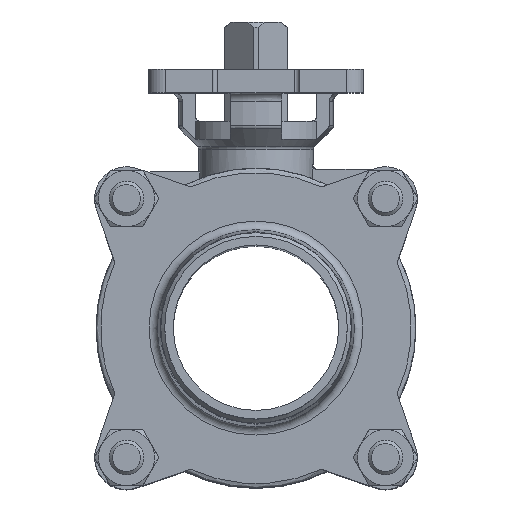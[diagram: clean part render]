
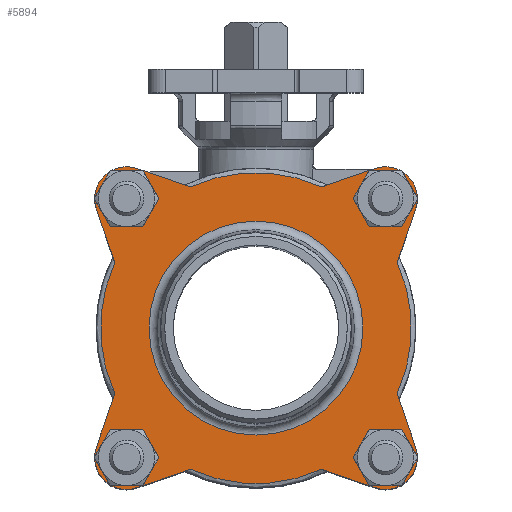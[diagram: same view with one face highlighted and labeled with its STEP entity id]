
A CAD part, top view. The second image highlights one B-rep face of the part: STEP entity #5894.
In plain terms, the highlighted planar face has unit normal (0, 0, 1).
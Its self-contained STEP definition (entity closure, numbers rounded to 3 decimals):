
#138=LINE('',#10083,#410);
#139=LINE('',#10087,#411);
#140=LINE('',#10088,#412);
#141=LINE('',#10092,#413);
#142=LINE('',#10093,#414);
#143=LINE('',#10097,#415);
#144=LINE('',#10098,#416);
#145=LINE('',#10102,#417);
#410=VECTOR('',#7613,1000.);
#411=VECTOR('',#7616,1000.);
#412=VECTOR('',#7617,1000.);
#413=VECTOR('',#7620,1000.);
#414=VECTOR('',#7621,1000.);
#415=VECTOR('',#7624,1000.);
#416=VECTOR('',#7625,1000.);
#417=VECTOR('',#7628,1000.);
#575=PLANE('',#6473);
#921=CIRCLE('',#6334,36.1);
#924=CIRCLE('',#6338,36.1);
#926=CIRCLE('',#6341,36.1);
#1014=CIRCLE('',#6474,6.);
#1015=CIRCLE('',#6475,6.);
#1016=CIRCLE('',#6476,6.);
#1017=CIRCLE('',#6477,6.);
#1018=CIRCLE('',#6478,36.1);
#1019=CIRCLE('',#6479,7.4);
#1020=CIRCLE('',#6480,7.4);
#1021=CIRCLE('',#6481,7.4);
#1022=CIRCLE('',#6482,7.4);
#1023=CIRCLE('',#6483,24.831);
#1696=ORIENTED_EDGE('',*,*,#3397,.F.);
#1697=ORIENTED_EDGE('',*,*,#3398,.F.);
#1698=ORIENTED_EDGE('',*,*,#3399,.F.);
#1699=ORIENTED_EDGE('',*,*,#3400,.F.);
#1700=ORIENTED_EDGE('',*,*,#3401,.F.);
#1701=ORIENTED_EDGE('',*,*,#3402,.T.);
#1702=ORIENTED_EDGE('',*,*,#3403,.T.);
#1703=ORIENTED_EDGE('',*,*,#3404,.T.);
#1704=ORIENTED_EDGE('',*,*,#3162,.F.);
#1705=ORIENTED_EDGE('',*,*,#3405,.T.);
#1706=ORIENTED_EDGE('',*,*,#3406,.T.);
#1707=ORIENTED_EDGE('',*,*,#3407,.T.);
#1708=ORIENTED_EDGE('',*,*,#3168,.F.);
#1709=ORIENTED_EDGE('',*,*,#3408,.T.);
#1710=ORIENTED_EDGE('',*,*,#3409,.T.);
#1711=ORIENTED_EDGE('',*,*,#3410,.T.);
#1712=ORIENTED_EDGE('',*,*,#3172,.F.);
#1713=ORIENTED_EDGE('',*,*,#3411,.T.);
#1714=ORIENTED_EDGE('',*,*,#3412,.T.);
#1715=ORIENTED_EDGE('',*,*,#3413,.T.);
#1716=ORIENTED_EDGE('',*,*,#3414,.T.);
#3162=EDGE_CURVE('',#3999,#4001,#921,.T.);
#3168=EDGE_CURVE('',#4006,#4004,#924,.T.);
#3172=EDGE_CURVE('',#4010,#4008,#926,.T.);
#3397=EDGE_CURVE('',#4176,#4176,#1014,.T.);
#3398=EDGE_CURVE('',#4177,#4177,#1015,.T.);
#3399=EDGE_CURVE('',#4178,#4178,#1016,.T.);
#3400=EDGE_CURVE('',#4179,#4179,#1017,.T.);
#3401=EDGE_CURVE('',#4180,#4181,#1018,.T.);
#3402=EDGE_CURVE('',#4180,#4182,#138,.T.);
#3403=EDGE_CURVE('',#4182,#4183,#1019,.T.);
#3404=EDGE_CURVE('',#4183,#4001,#139,.T.);
#3405=EDGE_CURVE('',#3999,#4184,#140,.T.);
#3406=EDGE_CURVE('',#4184,#4185,#1020,.T.);
#3407=EDGE_CURVE('',#4185,#4004,#141,.T.);
#3408=EDGE_CURVE('',#4006,#4186,#142,.T.);
#3409=EDGE_CURVE('',#4186,#4187,#1021,.T.);
#3410=EDGE_CURVE('',#4187,#4008,#143,.T.);
#3411=EDGE_CURVE('',#4010,#4188,#144,.T.);
#3412=EDGE_CURVE('',#4188,#4189,#1022,.T.);
#3413=EDGE_CURVE('',#4189,#4181,#145,.T.);
#3414=EDGE_CURVE('',#4190,#4190,#1023,.T.);
#3999=VERTEX_POINT('',#9401);
#4001=VERTEX_POINT('',#9404);
#4004=VERTEX_POINT('',#9419);
#4006=VERTEX_POINT('',#9427);
#4008=VERTEX_POINT('',#9436);
#4010=VERTEX_POINT('',#9444);
#4176=VERTEX_POINT('',#10073);
#4177=VERTEX_POINT('',#10075);
#4178=VERTEX_POINT('',#10077);
#4179=VERTEX_POINT('',#10079);
#4180=VERTEX_POINT('',#10081);
#4181=VERTEX_POINT('',#10082);
#4182=VERTEX_POINT('',#10084);
#4183=VERTEX_POINT('',#10086);
#4184=VERTEX_POINT('',#10089);
#4185=VERTEX_POINT('',#10091);
#4186=VERTEX_POINT('',#10094);
#4187=VERTEX_POINT('',#10096);
#4188=VERTEX_POINT('',#10099);
#4189=VERTEX_POINT('',#10101);
#4190=VERTEX_POINT('',#10104);
#4811=EDGE_LOOP('',(#1696));
#4812=EDGE_LOOP('',(#1697));
#4813=EDGE_LOOP('',(#1698));
#4814=EDGE_LOOP('',(#1699));
#4815=EDGE_LOOP('',(#1700,#1701,#1702,#1703,#1704,#1705,#1706,#1707,#1708,
#1709,#1710,#1711,#1712,#1713,#1714,#1715));
#4816=EDGE_LOOP('',(#1716));
#5306=FACE_BOUND('',#4811,.T.);
#5307=FACE_BOUND('',#4812,.T.);
#5308=FACE_BOUND('',#4813,.T.);
#5309=FACE_BOUND('',#4814,.T.);
#5310=FACE_BOUND('',#4815,.T.);
#5311=FACE_BOUND('',#4816,.T.);
#5894=ADVANCED_FACE('',(#5306,#5307,#5308,#5309,#5310,#5311),#575,.F.);
#6334=AXIS2_PLACEMENT_3D('',#9403,#7240,#7241);
#6338=AXIS2_PLACEMENT_3D('',#9428,#7248,#7249);
#6341=AXIS2_PLACEMENT_3D('',#9445,#7254,#7255);
#6473=AXIS2_PLACEMENT_3D('',#10071,#7601,#7602);
#6474=AXIS2_PLACEMENT_3D('',#10072,#7603,#7604);
#6475=AXIS2_PLACEMENT_3D('',#10074,#7605,#7606);
#6476=AXIS2_PLACEMENT_3D('',#10076,#7607,#7608);
#6477=AXIS2_PLACEMENT_3D('',#10078,#7609,#7610);
#6478=AXIS2_PLACEMENT_3D('',#10080,#7611,#7612);
#6479=AXIS2_PLACEMENT_3D('',#10085,#7614,#7615);
#6480=AXIS2_PLACEMENT_3D('',#10090,#7618,#7619);
#6481=AXIS2_PLACEMENT_3D('',#10095,#7622,#7623);
#6482=AXIS2_PLACEMENT_3D('',#10100,#7626,#7627);
#6483=AXIS2_PLACEMENT_3D('',#10103,#7629,#7630);
#7240=DIRECTION('',(0.,0.,-1.));
#7241=DIRECTION('',(-1.,0.,0.));
#7248=DIRECTION('',(0.,0.,-1.));
#7249=DIRECTION('',(-1.,0.,0.));
#7254=DIRECTION('',(0.,0.,-1.));
#7255=DIRECTION('',(-1.,0.,0.));
#7601=DIRECTION('',(0.,0.,-1.));
#7602=DIRECTION('',(-1.,0.,0.));
#7603=DIRECTION('',(0.,0.,1.));
#7604=DIRECTION('',(1.,0.,0.));
#7605=DIRECTION('',(0.,0.,1.));
#7606=DIRECTION('',(1.,0.,0.));
#7607=DIRECTION('',(0.,0.,1.));
#7608=DIRECTION('',(1.,0.,0.));
#7609=DIRECTION('',(0.,0.,1.));
#7610=DIRECTION('',(1.,0.,0.));
#7611=DIRECTION('',(0.,0.,-1.));
#7612=DIRECTION('',(-1.,0.,0.));
#7613=DIRECTION('',(-0.946,0.326,0.));
#7614=DIRECTION('',(0.,0.,1.));
#7615=DIRECTION('',(1.,0.,0.));
#7616=DIRECTION('',(0.326,-0.946,0.));
#7617=DIRECTION('',(-0.326,-0.946,0.));
#7618=DIRECTION('',(0.,0.,1.));
#7619=DIRECTION('',(1.,0.,0.));
#7620=DIRECTION('',(0.946,0.326,0.));
#7621=DIRECTION('',(0.946,-0.326,0.));
#7622=DIRECTION('',(0.,0.,1.));
#7623=DIRECTION('',(1.,0.,0.));
#7624=DIRECTION('',(-0.326,0.946,0.));
#7625=DIRECTION('',(0.326,0.946,0.));
#7626=DIRECTION('',(0.,0.,1.));
#7627=DIRECTION('',(1.,0.,0.));
#7628=DIRECTION('',(-0.946,-0.326,0.));
#7629=DIRECTION('',(0.,0.,-1.));
#7630=DIRECTION('',(0.,1.,0.));
#9401=CARTESIAN_POINT('',(-32.756,-15.175,36.5));
#9403=CARTESIAN_POINT('',(0.,0.,36.5));
#9404=CARTESIAN_POINT('',(-32.756,15.175,36.5));
#9419=CARTESIAN_POINT('',(-15.175,-32.756,36.5));
#9427=CARTESIAN_POINT('',(15.175,-32.756,36.5));
#9428=CARTESIAN_POINT('',(0.,0.,36.5));
#9436=CARTESIAN_POINT('',(32.756,-15.175,36.5));
#9444=CARTESIAN_POINT('',(32.756,15.175,36.5));
#9445=CARTESIAN_POINT('',(0.,0.,36.5));
#10071=CARTESIAN_POINT('',(0.,0.,36.5));
#10072=CARTESIAN_POINT('',(30.052,-30.052,36.5));
#10073=CARTESIAN_POINT('',(36.052,-30.052,36.5));
#10074=CARTESIAN_POINT('',(-30.052,-30.052,36.5));
#10075=CARTESIAN_POINT('',(-24.052,-30.052,36.5));
#10076=CARTESIAN_POINT('',(-30.052,30.052,36.5));
#10077=CARTESIAN_POINT('',(-24.052,30.052,36.5));
#10078=CARTESIAN_POINT('',(30.052,30.052,36.5));
#10079=CARTESIAN_POINT('',(36.052,30.052,36.5));
#10080=CARTESIAN_POINT('',(0.,0.,36.5));
#10081=CARTESIAN_POINT('',(-15.175,32.756,36.5));
#10082=CARTESIAN_POINT('',(15.175,32.756,36.5));
#10083=CARTESIAN_POINT('',(0.,27.531,36.5));
#10084=CARTESIAN_POINT('',(-27.643,37.049,36.5));
#10085=CARTESIAN_POINT('',(-30.052,30.052,36.5));
#10086=CARTESIAN_POINT('',(-37.049,27.643,36.5));
#10087=CARTESIAN_POINT('',(-37.049,27.643,36.5));
#10088=CARTESIAN_POINT('',(-27.531,0.,36.5));
#10089=CARTESIAN_POINT('',(-37.049,-27.643,36.5));
#10090=CARTESIAN_POINT('',(-30.052,-30.052,36.5));
#10091=CARTESIAN_POINT('',(-27.643,-37.049,36.5));
#10092=CARTESIAN_POINT('',(-27.643,-37.049,36.5));
#10093=CARTESIAN_POINT('',(0.,-27.531,36.5));
#10094=CARTESIAN_POINT('',(27.643,-37.049,36.5));
#10095=CARTESIAN_POINT('',(30.052,-30.052,36.5));
#10096=CARTESIAN_POINT('',(37.049,-27.643,36.5));
#10097=CARTESIAN_POINT('',(37.049,-27.643,36.5));
#10098=CARTESIAN_POINT('',(27.531,0.,36.5));
#10099=CARTESIAN_POINT('',(37.049,27.643,36.5));
#10100=CARTESIAN_POINT('',(30.052,30.052,36.5));
#10101=CARTESIAN_POINT('',(27.643,37.049,36.5));
#10102=CARTESIAN_POINT('',(27.643,37.049,36.5));
#10103=CARTESIAN_POINT('',(0.,0.,36.5));
#10104=CARTESIAN_POINT('',(0.,24.831,36.5));
